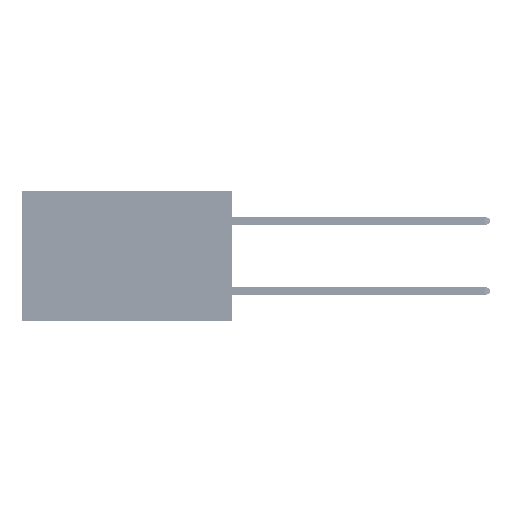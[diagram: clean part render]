
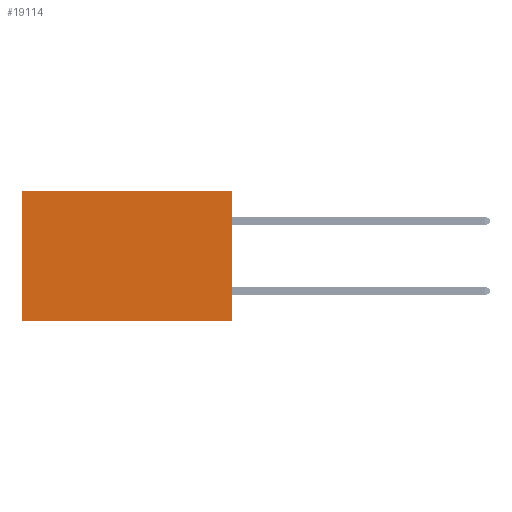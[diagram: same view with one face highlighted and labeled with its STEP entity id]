
A CAD part, left-side view. The second image highlights one B-rep face of the part: STEP entity #19114.
In plain terms, the highlighted planar face has unit normal (-1, 0, 0).
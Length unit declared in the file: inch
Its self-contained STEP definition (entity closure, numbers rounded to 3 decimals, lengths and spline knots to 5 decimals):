
#149 = VECTOR ( 'NONE', #7093, 39.37008 ) ;
#1245 = VERTEX_POINT ( 'NONE', #27101 ) ;
#1351 = VECTOR ( 'NONE', #24682, 39.37008 ) ;
#1385 = LINE ( 'NONE', #37860, #149 ) ;
#1560 = EDGE_CURVE ( 'NONE', #19521, #1245, #11744, .T. ) ;
#1805 = DIRECTION ( 'NONE',  ( 1., 0., 0. ) ) ;
#4303 = CARTESIAN_POINT ( 'NONE',  ( 0.2875, 0.6, 0. ) ) ;
#4463 = AXIS2_PLACEMENT_3D ( 'NONE', #9649, #1805, #40306 ) ;
#5023 = ORIENTED_EDGE ( 'NONE', *, *, #43791, .T. ) ;
#7093 = DIRECTION ( 'NONE',  ( 0., 0., -1. ) ) ;
#7279 = CARTESIAN_POINT ( 'NONE',  ( 0.2875, 0., 0. ) ) ;
#8685 = LINE ( 'NONE', #28093, #46961 ) ;
#9649 = CARTESIAN_POINT ( 'NONE',  ( 0.2875, 0., 0. ) ) ;
#11744 = LINE ( 'NONE', #39670, #1351 ) ;
#12571 = CARTESIAN_POINT ( 'NONE',  ( 0.2875, 0., -0.37 ) ) ;
#13599 = PLANE ( 'NONE',  #4463 ) ;
#14794 = VECTOR ( 'NONE', #24847, 39.37008 ) ;
#15685 = ORIENTED_EDGE ( 'NONE', *, *, #44489, .F. ) ;
#19114 = ADVANCED_FACE ( 'NONE', ( #43415 ), #13599, .F. ) ;
#19521 = VERTEX_POINT ( 'NONE', #4303 ) ;
#20411 = DIRECTION ( 'NONE',  ( 0., 1., 0. ) ) ;
#24203 = VERTEX_POINT ( 'NONE', #7279 ) ;
#24682 = DIRECTION ( 'NONE',  ( 0., 0., -1. ) ) ;
#24847 = DIRECTION ( 'NONE',  ( 0., 1., 0. ) ) ;
#25573 = EDGE_LOOP ( 'NONE', ( #47727, #15685, #27969, #5023 ) ) ;
#27101 = CARTESIAN_POINT ( 'NONE',  ( 0.2875, 0.6, -0.37 ) ) ;
#27471 = LINE ( 'NONE', #39838, #14794 ) ;
#27969 = ORIENTED_EDGE ( 'NONE', *, *, #36476, .F. ) ;
#28093 = CARTESIAN_POINT ( 'NONE',  ( 0.2875, 0., 0. ) ) ;
#36476 = EDGE_CURVE ( 'NONE', #24203, #45962, #1385, .T. ) ;
#37860 = CARTESIAN_POINT ( 'NONE',  ( 0.2875, 0., 0. ) ) ;
#39670 = CARTESIAN_POINT ( 'NONE',  ( 0.2875, 0.6, 0. ) ) ;
#39838 = CARTESIAN_POINT ( 'NONE',  ( 0.2875, 0., -0.37 ) ) ;
#40306 = DIRECTION ( 'NONE',  ( 0., 0., -1. ) ) ;
#43415 = FACE_OUTER_BOUND ( 'NONE', #25573, .T. ) ;
#43791 = EDGE_CURVE ( 'NONE', #24203, #19521, #8685, .T. ) ;
#44489 = EDGE_CURVE ( 'NONE', #45962, #1245, #27471, .T. ) ;
#45962 = VERTEX_POINT ( 'NONE', #12571 ) ;
#46961 = VECTOR ( 'NONE', #20411, 39.37008 ) ;
#47727 = ORIENTED_EDGE ( 'NONE', *, *, #1560, .T. ) ;
